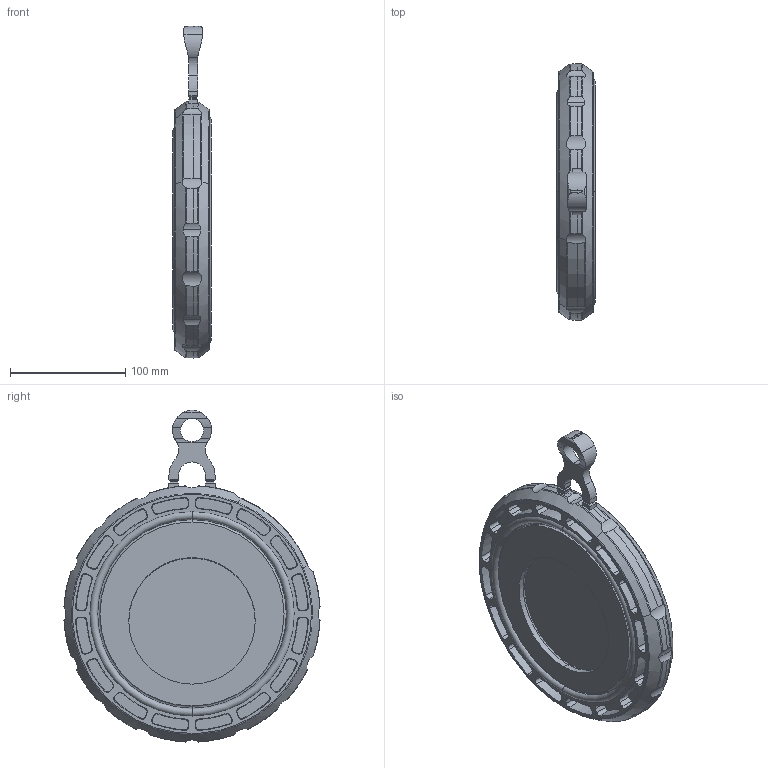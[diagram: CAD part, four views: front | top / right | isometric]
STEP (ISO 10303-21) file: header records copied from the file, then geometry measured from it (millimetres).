
FILE_DESCRIPTION(('STEP AP214'),'1');
FILE_NAME('cctmp_F1D2F32D-F856-4D2C-82C4-C4F4B7F71DC7_2021_10_22_11_19_59_0299..stp','2021-10-22T09:19:59',('Praher Valves GmbH'),('CADClick - www.CADClick.com'),'Spatial InterOp 3D',' ','unknown authorization');
FILE_SCHEMA(('AUTOMOTIVE_DESIGN'));
Length unit declared in the file: millimetre
Products named in the file (1): 1
Bounding box: 33.56 x 222.67 x 288.64 mm (x, y, z)
Volume: 864451.5 mm3; surface area: 149629.7 mm2
Topology: 1 solids, 1 shells, 491 faces, 1354 edges, 881 vertices
Faces by surface type: plane 165, cone 151, cylinder 121, torus 54
Entity records: 21920 total; most frequent: CARTESIAN_POINT 5384, ORIENTED_EDGE 2708, DIRECTION 2654, EDGE_CURVE 1354, AXIS2_PLACEMENT_3D 1035, VERTEX_POINT 881, LINE 584, VECTOR 584
